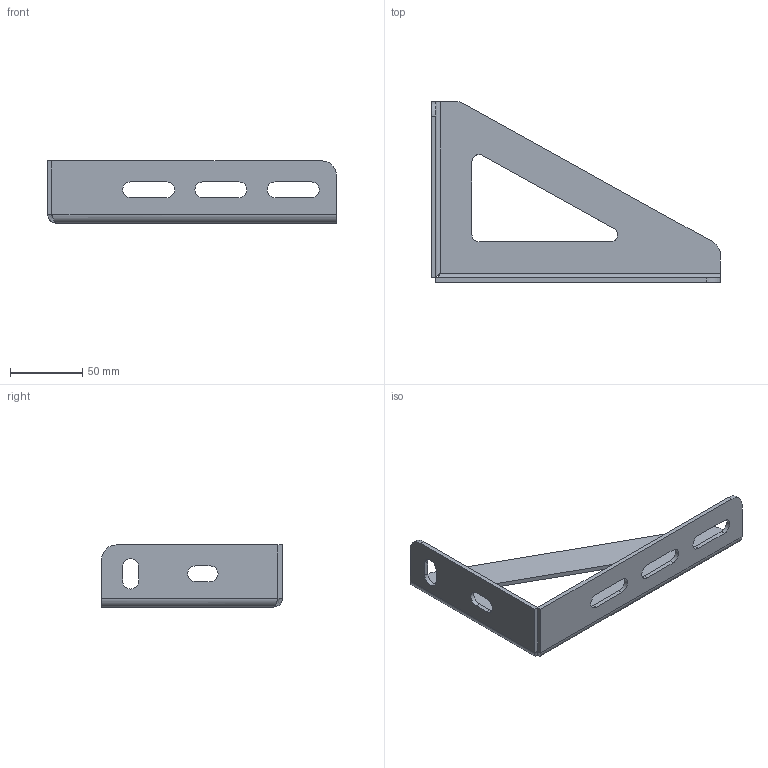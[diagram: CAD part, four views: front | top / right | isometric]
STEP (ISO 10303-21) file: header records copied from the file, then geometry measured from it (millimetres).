
FILE_DESCRIPTION (( 'STEP AP203' ), '1' );
FILE_NAME ('T84105.STEP', '2018-09-18T07:49:10', ( '' ), ( '' ), 'SwSTEP 2.0', 'SolidWorks 2016', '' );
FILE_SCHEMA (( 'CONFIG_CONTROL_DESIGN' ));
Length unit declared in the file: millimetre
Products named in the file (1): T84105
Bounding box: 200 x 125 x 43 mm (x, y, z)
Volume: 68855 mm3; surface area: 49997.8 mm2
Topology: 1 solids, 1 shells, 55 faces, 143 edges, 90 vertices
Faces by surface type: plane 30, cylinder 23, bspline 2
Entity records: 1869 total; most frequent: CARTESIAN_POINT 406, ORIENTED_EDGE 286, DIRECTION 286, EDGE_CURVE 143, AXIS2_PLACEMENT_3D 96, VECTOR 94, LINE 94, VERTEX_POINT 90
